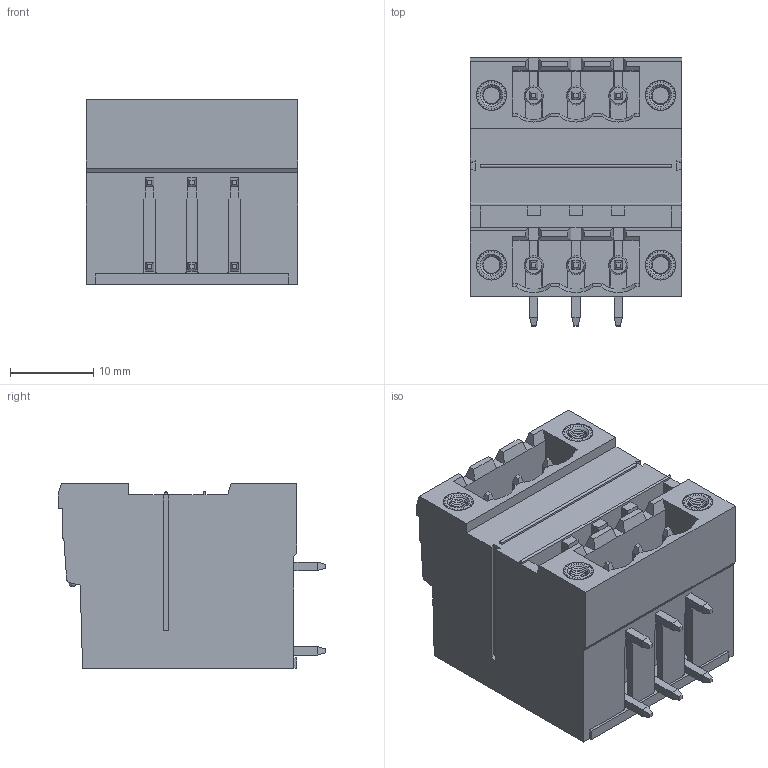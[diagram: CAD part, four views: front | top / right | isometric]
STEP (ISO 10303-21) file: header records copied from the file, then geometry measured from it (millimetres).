
FILE_DESCRIPTION((''),'2;1');
FILE_NAME('WJ2EDGRHM-508-2X3P','2017-03-16T',('QZY'),(''),'CREO PARAMETRIC BY PTC INC, 2014440','CREO PARAMETRIC BY PTC INC, 2014440','');
FILE_SCHEMA(('CONFIG_CONTROL_DESIGN'));
Length unit declared in the file: millimetre
Products named in the file (1): WJ2EDGRHM-508-2X3P
Bounding box: 25.4 x 32.2 x 22.2 mm (x, y, z)
Volume: 11887.4 mm3; surface area: 6760.9 mm2
Topology: 1 solids, 1 shells, 900 faces, 2959 edges, 1964 vertices
Faces by surface type: plane 657, cone 154, bspline 40, cylinder 40, sphere 9
Entity records: 42635 total; most frequent: CARTESIAN_POINT 17612, ORIENTED_EDGE 5910, DIRECTION 4321, EDGE_CURVE 2955, VERTEX_POINT 1964, VECTOR 1565, LINE 1565, AXIS2_PLACEMENT_3D 1378
